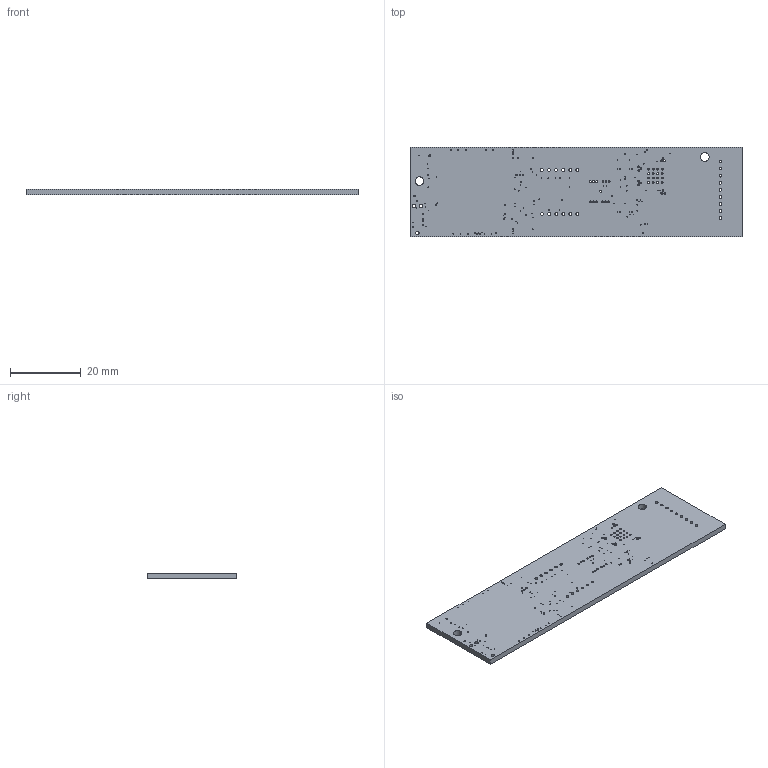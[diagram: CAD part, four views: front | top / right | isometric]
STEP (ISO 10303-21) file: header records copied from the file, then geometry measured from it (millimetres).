
FILE_DESCRIPTION (( 'STEP AP203' ), '1' );
FILE_NAME ('C006-285_Default_sldprt.STEP', '2016-06-02T17:06:36', ( 'Shusen Zhang' ), ( 'MathWorks' ), 'SwSTEP 2.0', 'SolidWorks 2015', '' );
FILE_SCHEMA (( 'CONFIG_CONTROL_DESIGN' ));
Length unit declared in the file: millimetre
Products named in the file (1): C006-285_Default_sldprt
Bounding box: 93.98 x 25.4 x 1.59 mm (x, y, z)
Volume: 3732.3 mm3; surface area: 5452.6 mm2
Topology: 1 solids, 1 shells, 408 faces, 1218 edges, 812 vertices
Faces by surface type: cylinder 402, plane 6
Entity records: 15107 total; most frequent: DIRECTION 2840, CARTESIAN_POINT 2439, ORIENTED_EDGE 2436, EDGE_CURVE 1218, AXIS2_PLACEMENT_3D 1213, VERTEX_POINT 812, EDGE_LOOP 810, CIRCLE 804
